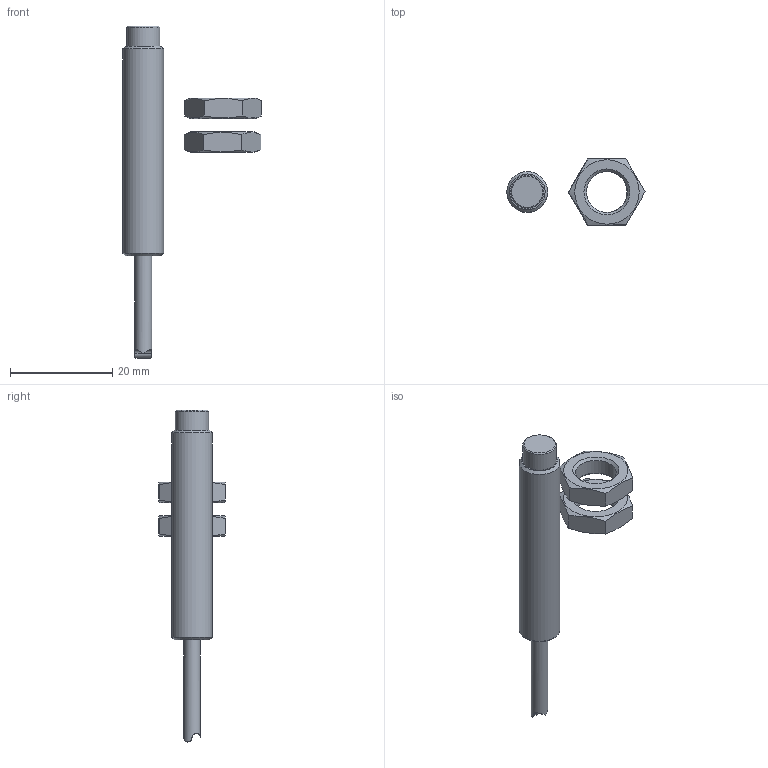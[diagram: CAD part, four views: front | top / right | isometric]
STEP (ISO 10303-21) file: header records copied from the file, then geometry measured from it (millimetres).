
FILE_DESCRIPTION(/* description */ (''),/* implementation_level */ '2;1');
FILE_NAME(/* name */ 'IO080106.stp',/* time_stamp */ '2016-10-05T14:23:37+02:00',/* author */ ('mitarbeiter'),/* organization */ (''),/* preprocessor_version */ 'ST-DEVELOPER v15.2',/* originating_system */ 'Autodesk Inventor 2014',/* authorisation */ '');
FILE_SCHEMA (('AUTOMOTIVE_DESIGN { 1 0 10303 214 3 1 1 }'));
Length unit declared in the file: millimetre
Products named in the file (3): IO080106; M8 x1 Mutter
Bounding box: 27.08 x 12.98 x 65 mm (x, y, z)
Volume: 3086.1 mm3; surface area: 2277.3 mm2
Topology: 3 solids, 3 shells, 37 faces, 83 edges, 54 vertices
Faces by surface type: plane 19, cone 11, cylinder 7
Full cylindrical faces by diameter (mm): 3.3 x1, 6.5 x1, 8 x3
Entity records: 709 total; most frequent: CARTESIAN_POINT 191, DIRECTION 95, ORIENTED_EDGE 78, AXIS2_PLACEMENT_3D 44, EDGE_LOOP 39, EDGE_CURVE 39, VERTEX_POINT 32, FACE_OUTER_BOUND 24
